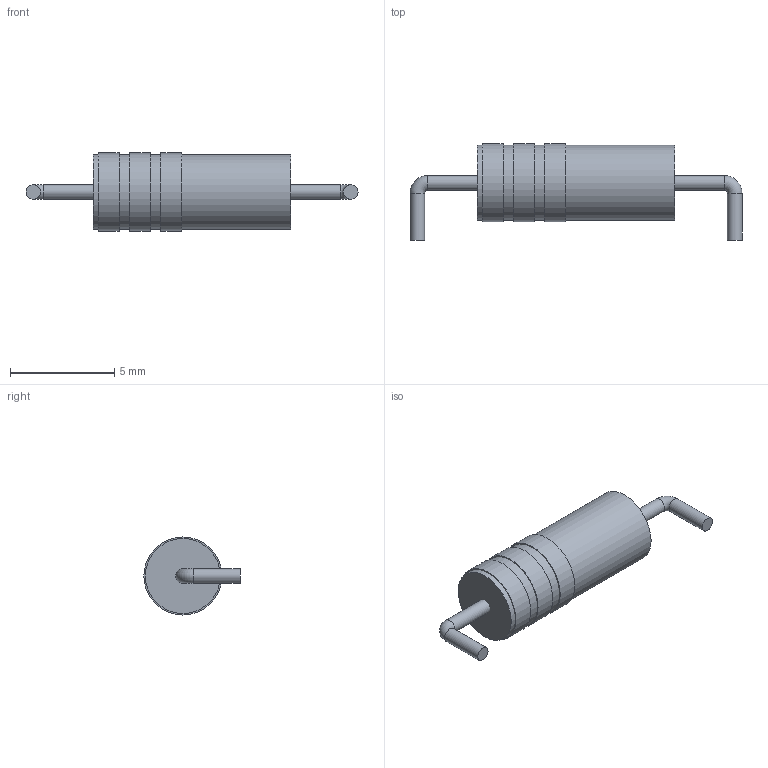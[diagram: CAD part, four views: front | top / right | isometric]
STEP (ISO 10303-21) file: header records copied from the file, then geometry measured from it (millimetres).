
FILE_DESCRIPTION(('FreeCAD Model'),'2;1');
FILE_NAME( 'resistor-cc.step', '2019-04-21T14:07:41',(''),(''),'Open CASCADE STEP processor 7.2', 'FreeCAD','Unknown');
FILE_SCHEMA(('AUTOMOTIVE_DESIGN { 1 0 10303 214 1 1 1 1 }'));
Length unit declared in the file: millimetre
Products named in the file (1): band-1_sp
Bounding box: 15.94 x 4.62 x 3.75 mm (x, y, z)
Volume: 137.6 mm3; surface area: 274.8 mm2
Topology: 5 solids, 5 shells, 19 faces, 23 edges, 14 vertices
Faces by surface type: plane 10, cylinder 7, torus 2
Full cylindrical faces by diameter (mm): 0.7 x3, 3.6 x1, 3.75 x3
Entity records: 522 total; most frequent: DIRECTION 79, CARTESIAN_POINT 57, ORIENTED_EDGE 46, AXIS2_PLACEMENT_3D 36, EDGE_CURVE 23, ADVANCED_FACE 19, FACE_BOUND 19, EDGE_LOOP 19
